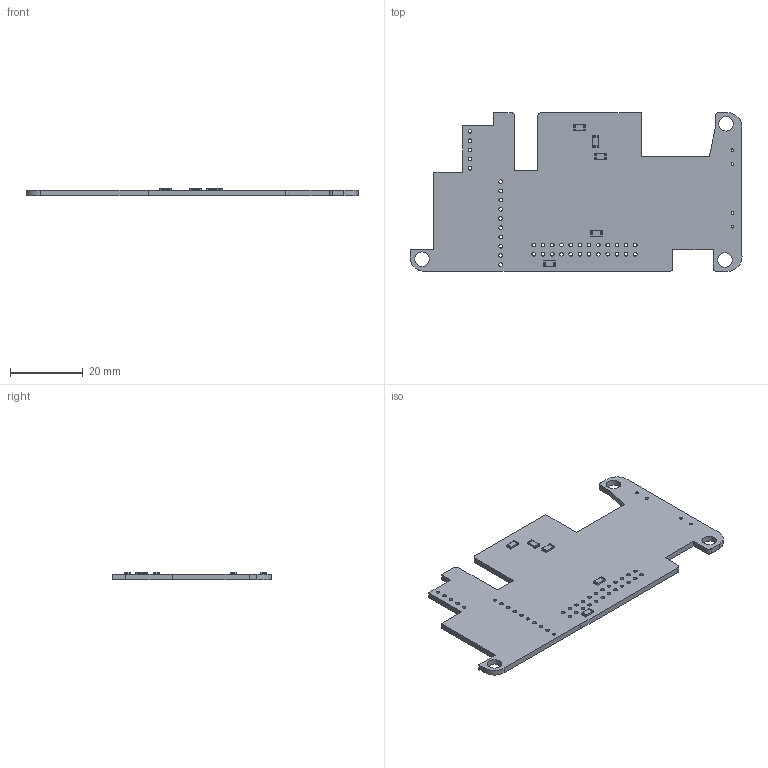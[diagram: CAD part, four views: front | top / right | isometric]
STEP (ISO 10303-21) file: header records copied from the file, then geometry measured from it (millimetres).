
FILE_DESCRIPTION(('KiCad electronic assembly'),'2;1');
FILE_NAME('Gnu Vario TTGO T5 V3_8.step','2020-06-09T17:08:33',( 'An Author'),('A Company'),'Open CASCADE STEP processor 6.9', 'KiCad to STEP converter','Unknown');
FILE_SCHEMA(('AUTOMOTIVE_DESIGN { 1 0 10303 214 1 1 1 1 }'));
Length unit declared in the file: millimetre
Products named in the file (4): Open CASCADE STEP translator 6.9 1; R_1206_3216Metric; SOLID; COMPOUND
Assembly tree (7 placements, depth 3):
  Open CASCADE STEP translator 6.9 1
    R_1206_3216Metric  x5
      SOLID
    COMPOUND
Bounding box: 91.36 x 43.71 x 2.2 mm (x, y, z)
Volume: 4966.4 mm3; surface area: 7068.6 mm2
Topology: 6 solids, 6 shells, 210 faces, 574 edges, 376 vertices
Faces by surface type: plane 116, cylinder 94
Full cylindrical faces by diameter (mm): 0.8 x4, 1 x39, 4 x3
Entity records: 7931 total; most frequent: CARTESIAN_POINT 1268, DIRECTION 1250, LINE 658, VECTOR 658, ORIENTED_EDGE 604, PCURVE 604, DEFINITIONAL_REPRESENTATION 604, EDGE_CURVE 302
